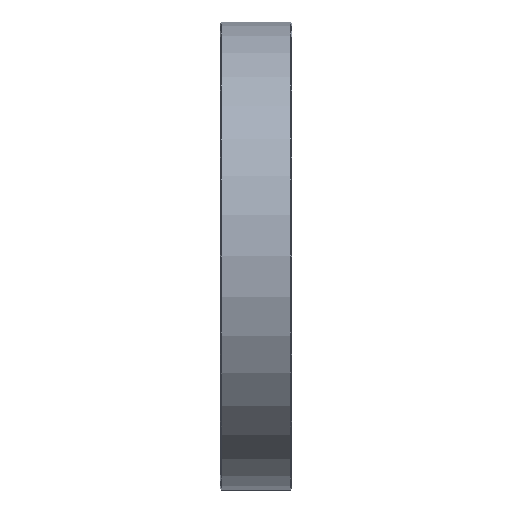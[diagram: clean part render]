
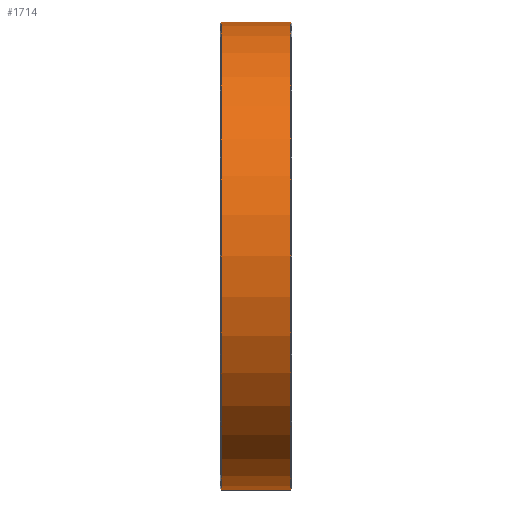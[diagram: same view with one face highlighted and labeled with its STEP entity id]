
A CAD part, left-side view. The second image highlights one B-rep face of the part: STEP entity #1714.
In plain terms, the highlighted cylindrical face has radius 56.75 mm (diameter 113.5 mm), a partial arc.
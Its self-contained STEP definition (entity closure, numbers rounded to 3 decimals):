
#236 = CARTESIAN_POINT ( 'NONE',  ( 0., 17.1, -56.75 ) ) ;
#237 = DIRECTION ( 'NONE',  ( 0., -1., 0. ) ) ;
#254 = VECTOR ( 'NONE', #237, 1000. ) ;
#426 = DIRECTION ( 'NONE',  ( 0., 0., -1. ) ) ;
#432 = CIRCLE ( 'NONE', #439, 56.75 ) ;
#433 = DIRECTION ( 'NONE',  ( 0., -1., 0. ) ) ;
#439 = AXIS2_PLACEMENT_3D ( 'NONE', #444, #433, #426 ) ;
#444 = CARTESIAN_POINT ( 'NONE',  ( 0., 17.1, 0. ) ) ;
#602 = CARTESIAN_POINT ( 'NONE',  ( 0., 0.3, -56.75 ) ) ;
#690 = DIRECTION ( 'NONE',  ( 0., -1., 0. ) ) ;
#691 = VECTOR ( 'NONE', #690, 1000. ) ;
#701 = CARTESIAN_POINT ( 'NONE',  ( 0., -10.137, -56.75 ) ) ;
#702 = LINE ( 'NONE', #701, #691 ) ;
#711 = DIRECTION ( 'NONE',  ( 0., 0., 1. ) ) ;
#712 = DIRECTION ( 'NONE',  ( 0., 1., 0. ) ) ;
#743 = CARTESIAN_POINT ( 'NONE',  ( 0., 0.3, 56.75 ) ) ;
#775 = FACE_OUTER_BOUND ( 'NONE', #1622, .T. ) ;
#781 = DIRECTION ( 'NONE',  ( 0., 0., -1. ) ) ;
#783 = DIRECTION ( 'NONE',  ( 0., -1., 0. ) ) ;
#784 = CARTESIAN_POINT ( 'NONE',  ( 0., -10.137, 0. ) ) ;
#797 = CYLINDRICAL_SURFACE ( 'NONE', #841, 56.75 ) ;
#801 = CARTESIAN_POINT ( 'NONE',  ( 0., 17.1, 56.75 ) ) ;
#812 = AXIS2_PLACEMENT_3D ( 'NONE', #853, #712, #711 ) ;
#820 = CARTESIAN_POINT ( 'NONE',  ( 0., -10.137, 56.75 ) ) ;
#821 = LINE ( 'NONE', #820, #254 ) ;
#837 = CIRCLE ( 'NONE', #812, 56.75 ) ;
#841 = AXIS2_PLACEMENT_3D ( 'NONE', #784, #783, #781 ) ;
#853 = CARTESIAN_POINT ( 'NONE',  ( 0., 0.3, 0. ) ) ;
#1462 = VERTEX_POINT ( 'NONE', #236 ) ;
#1611 = VERTEX_POINT ( 'NONE', #602 ) ;
#1618 = EDGE_CURVE ( 'NONE', #1611, #1659, #837, .T. ) ;
#1622 = EDGE_LOOP ( 'NONE', ( #1702, #1722, #1772, #1706 ) ) ;
#1625 = EDGE_CURVE ( 'NONE', #1462, #1611, #702, .T. ) ;
#1659 = VERTEX_POINT ( 'NONE', #743 ) ;
#1692 = VERTEX_POINT ( 'NONE', #801 ) ;
#1702 = ORIENTED_EDGE ( 'NONE', *, *, #1724, .F. ) ;
#1706 = ORIENTED_EDGE ( 'NONE', *, *, #1618, .T. ) ;
#1714 = ADVANCED_FACE ( 'NONE', ( #775 ), #797, .T. ) ;
#1721 = EDGE_CURVE ( 'NONE', #1692, #1462, #432, .T. ) ;
#1722 = ORIENTED_EDGE ( 'NONE', *, *, #1721, .T. ) ;
#1724 = EDGE_CURVE ( 'NONE', #1692, #1659, #821, .T. ) ;
#1772 = ORIENTED_EDGE ( 'NONE', *, *, #1625, .T. ) ;
